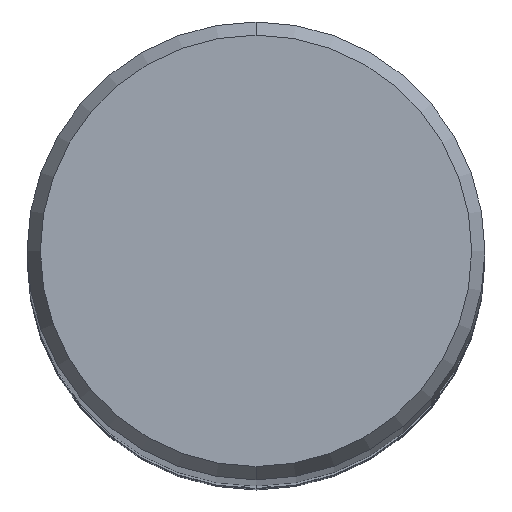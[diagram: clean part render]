
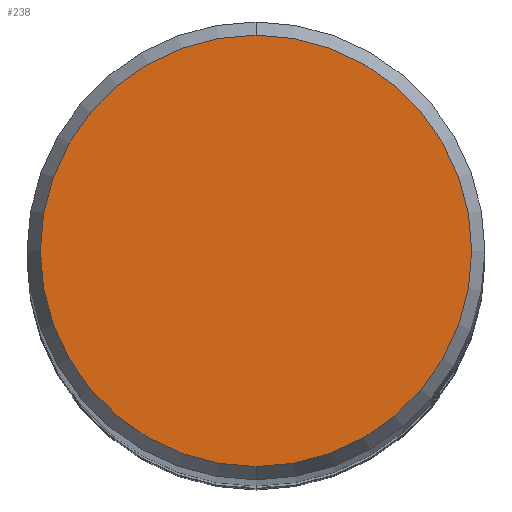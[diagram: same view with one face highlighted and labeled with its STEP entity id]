
A CAD part, top view. The second image highlights one B-rep face of the part: STEP entity #238.
In plain terms, the highlighted planar face has unit normal (0, 0, 1).
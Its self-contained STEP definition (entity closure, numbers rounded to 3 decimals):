
#238=ADVANCED_FACE('',(#558),#559,.T.);
#306=VERTEX_POINT('',#637);
#332=VERTEX_POINT('',#667);
#378=EDGE_CURVE('',#306,#332,#716,.T.);
#468=EDGE_CURVE('',#332,#306,#814,.T.);
#558=FACE_OUTER_BOUND('',#922,.T.);
#559=PLANE('',#923);
#637=CARTESIAN_POINT('',(0.,-3.74,0.));
#667=CARTESIAN_POINT('',(0.0,3.74,0.));
#716=CIRCLE('',#1249,3.74);
#814=CIRCLE('',#1473,3.74);
#922=EDGE_LOOP('',(#1551,#1552));
#923=AXIS2_PLACEMENT_3D('',#1553,#1554,#1555);
#1249=AXIS2_PLACEMENT_3D('',#1736,#1737,#1738);
#1473=AXIS2_PLACEMENT_3D('',#1839,#1840,#1841);
#1551=ORIENTED_EDGE('',*,*,#468,.F.);
#1552=ORIENTED_EDGE('',*,*,#378,.F.);
#1553=CARTESIAN_POINT('',(0.0,1.87,0.));
#1554=DIRECTION('',(-0.0,0.0,1.0));
#1555=DIRECTION('',(0.0,-1.0,0.0));
#1736=CARTESIAN_POINT('',(0.0,0.0,0.));
#1737=DIRECTION('',(0.0,0.0,-1.0));
#1738=DIRECTION('',(0.0,1.0,0.0));
#1839=CARTESIAN_POINT('',(0.0,0.0,0.));
#1840=DIRECTION('',(0.0,0.0,-1.0));
#1841=DIRECTION('',(0.0,1.0,0.0));
